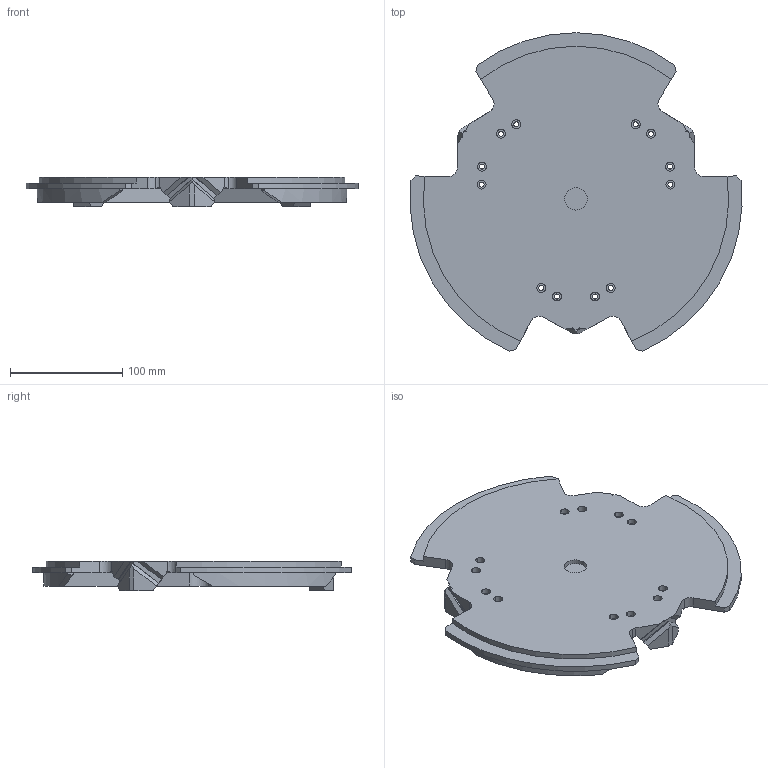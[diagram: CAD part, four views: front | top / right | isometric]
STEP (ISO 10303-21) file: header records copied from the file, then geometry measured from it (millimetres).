
FILE_DESCRIPTION(('STEP AP214'),'1');
FILE_NAME('12600005-outputCS.stp','2021-07-13T11:56:58',(' '),(' '),'Spatial InterOp 3D',' ',' ');
FILE_SCHEMA(('AUTOMOTIVE_DESIGN { 1 0 10303 214 1 1 1 1 }'));
Length unit declared in the file: metre
Products named in the file (2): 12600005-outputCS; platform
Assembly tree (1 placements, depth 2):
  12600005-outputCS
    platform
Bounding box: 295.68 x 283.66 x 26 mm (x, y, z)
Volume: 652938.5 mm3; surface area: 160222 mm2
Topology: 1 solids, 1 shells, 314 faces, 867 edges, 576 vertices
Faces by surface type: cylinder 162, plane 152
Entity records: 10291 total; most frequent: CARTESIAN_POINT 1921, DIRECTION 1779, ORIENTED_EDGE 1734, EDGE_CURVE 867, AXIS2_PLACEMENT_3D 630, VERTEX_POINT 576, LINE 519, VECTOR 519
